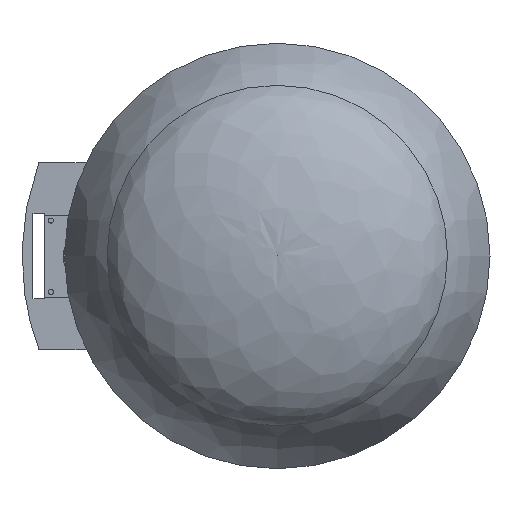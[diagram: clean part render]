
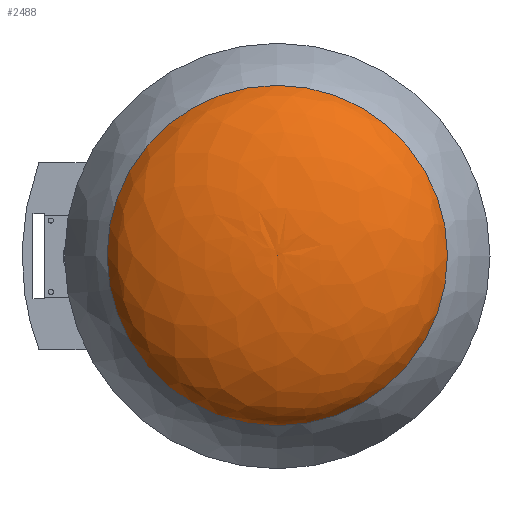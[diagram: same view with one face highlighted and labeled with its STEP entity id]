
A CAD part, top view. The second image highlights one B-rep face of the part: STEP entity #2488.
In plain terms, the highlighted free-form (B-spline) face has degree [3, 3] with [5, 19] control points.
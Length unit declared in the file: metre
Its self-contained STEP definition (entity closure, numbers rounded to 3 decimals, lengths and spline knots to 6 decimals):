
#22=VERTEX_LOOP('',#1580);
#26=B_SPLINE_SURFACE_WITH_KNOTS('',3,3,((#4809,#4810,#4811,#4812,#4813,
#4814,#4815,#4816,#4817,#4818,#4819,#4820,#4821,#4822,#4823,#4824,#4825,
#4826,#4827),(#4828,#4829,#4830,#4831,#4832,#4833,#4834,#4835,#4836,#4837,
#4838,#4839,#4840,#4841,#4842,#4843,#4844,#4845,#4846),(#4847,#4848,#4849,
#4850,#4851,#4852,#4853,#4854,#4855,#4856,#4857,#4858,#4859,#4860,#4861,
#4862,#4863,#4864,#4865),(#4866,#4867,#4868,#4869,#4870,#4871,#4872,#4873,
#4874,#4875,#4876,#4877,#4878,#4879,#4880,#4881,#4882,#4883,#4884),(#4885,
#4886,#4887,#4888,#4889,#4890,#4891,#4892,#4893,#4894,#4895,#4896,#4897,
#4898,#4899,#4900,#4901,#4902,#4903)),.UNSPECIFIED.,.F.,.T.,.F.,(4,1,4),
(1,1,1,1,1,1,1,1,1,1,1,1,1,1,1,1,1,1,1,1,1,1,1),(0.,0.39877,0.797541),
(-1.178097,-0.785398,-0.392699,0.,0.392699,
0.785398,1.178097,1.570796,1.963495,2.356194,
2.748894,3.141593,3.534292,3.926991,4.31969,
4.712389,5.105088,5.497787,5.890486,6.283185,
6.675884,7.068583,7.461283),.UNSPECIFIED.);
#638=ORIENTED_EDGE('',*,*,#1259,.F.);
#1259=EDGE_CURVE('',#1579,#1579,#1797,.T.);
#1579=VERTEX_POINT('',#4905);
#1580=VERTEX_POINT('',#4906);
#1797=CIRCLE('',#3525,0.01);
#1888=EDGE_LOOP('',(#638));
#2072=FACE_BOUND('',#1888,.T.);
#2073=FACE_BOUND('',#22,.T.);
#2488=ADVANCED_FACE('',(#2072,#2073),#26,.F.);
#3525=AXIS2_PLACEMENT_3D('',#4904,#3797,#3798);
#3797=DIRECTION('',(0.,0.,-1.));
#3798=DIRECTION('',(0.,1.,0.));
#4809=CARTESIAN_POINT('',(0.0015,0.,0.032));
#4810=CARTESIAN_POINT('',(0.0015,0.,0.032));
#4811=CARTESIAN_POINT('',(0.0015,0.,0.032));
#4812=CARTESIAN_POINT('',(0.0015,0.,0.032));
#4813=CARTESIAN_POINT('',(0.0015,0.,0.032));
#4814=CARTESIAN_POINT('',(0.0015,0.,0.032));
#4815=CARTESIAN_POINT('',(0.0015,0.,0.032));
#4816=CARTESIAN_POINT('',(0.0015,0.,0.032));
#4817=CARTESIAN_POINT('',(0.0015,0.,0.032));
#4818=CARTESIAN_POINT('',(0.0015,0.,0.032));
#4819=CARTESIAN_POINT('',(0.0015,0.,0.032));
#4820=CARTESIAN_POINT('',(0.0015,0.,0.032));
#4821=CARTESIAN_POINT('',(0.0015,0.,0.032));
#4822=CARTESIAN_POINT('',(0.0015,0.,0.032));
#4823=CARTESIAN_POINT('',(0.0015,0.,0.032));
#4824=CARTESIAN_POINT('',(0.0015,0.,0.032));
#4825=CARTESIAN_POINT('',(0.0015,0.,0.032));
#4826=CARTESIAN_POINT('',(0.0015,0.,0.032));
#4827=CARTESIAN_POINT('',(0.0015,0.,0.032));
#4828=CARTESIAN_POINT('',(0.00215,-0.00157,0.032116));
#4829=CARTESIAN_POINT('',(0.0015,-0.001699,0.032116));
#4830=CARTESIAN_POINT('',(0.00085,-0.00157,0.032116));
#4831=CARTESIAN_POINT('',(0.000299,-0.001201,0.032116));
#4832=CARTESIAN_POINT('',(-0.00007,-0.00065,0.032116));
#4833=CARTESIAN_POINT('',(-0.000199,0.,0.032116));
#4834=CARTESIAN_POINT('',(-0.00007,0.00065,0.032116));
#4835=CARTESIAN_POINT('',(0.000299,0.001201,0.032116));
#4836=CARTESIAN_POINT('',(0.00085,0.00157,0.032116));
#4837=CARTESIAN_POINT('',(0.0015,0.001699,0.032116));
#4838=CARTESIAN_POINT('',(0.00215,0.00157,0.032116));
#4839=CARTESIAN_POINT('',(0.002701,0.001201,0.032116));
#4840=CARTESIAN_POINT('',(0.00307,0.00065,0.032116));
#4841=CARTESIAN_POINT('',(0.003199,0.,0.032116));
#4842=CARTESIAN_POINT('',(0.00307,-0.00065,0.032116));
#4843=CARTESIAN_POINT('',(0.002701,-0.001201,0.032116));
#4844=CARTESIAN_POINT('',(0.00215,-0.00157,0.032116));
#4845=CARTESIAN_POINT('',(0.0015,-0.001699,0.032116));
#4846=CARTESIAN_POINT('',(0.00085,-0.00157,0.032116));
#4847=CARTESIAN_POINT('',(0.003916,-0.005832,0.031496));
#4848=CARTESIAN_POINT('',(0.0015,-0.006312,0.031496));
#4849=CARTESIAN_POINT('',(-0.000916,-0.005832,0.031496));
#4850=CARTESIAN_POINT('',(-0.002964,-0.004464,0.031496));
#4851=CARTESIAN_POINT('',(-0.004332,-0.002416,0.031496));
#4852=CARTESIAN_POINT('',(-0.004812,0.,0.031496));
#4853=CARTESIAN_POINT('',(-0.004332,0.002416,0.031496));
#4854=CARTESIAN_POINT('',(-0.002964,0.004464,0.031496));
#4855=CARTESIAN_POINT('',(-0.000916,0.005832,0.031496));
#4856=CARTESIAN_POINT('',(0.0015,0.006312,0.031496));
#4857=CARTESIAN_POINT('',(0.003916,0.005832,0.031496));
#4858=CARTESIAN_POINT('',(0.005964,0.004464,0.031496));
#4859=CARTESIAN_POINT('',(0.007332,0.002416,0.031496));
#4860=CARTESIAN_POINT('',(0.007812,0.,0.031496));
#4861=CARTESIAN_POINT('',(0.007332,-0.002416,0.031496));
#4862=CARTESIAN_POINT('',(0.005964,-0.004464,0.031496));
#4863=CARTESIAN_POINT('',(0.003916,-0.005832,0.031496));
#4864=CARTESIAN_POINT('',(0.0015,-0.006312,0.031496));
#4865=CARTESIAN_POINT('',(-0.000916,-0.005832,0.031496));
#4866=CARTESIAN_POINT('',(0.005229,-0.009002,0.029508));
#4867=CARTESIAN_POINT('',(0.0015,-0.009744,0.029508));
#4868=CARTESIAN_POINT('',(-0.002229,-0.009002,0.029508));
#4869=CARTESIAN_POINT('',(-0.00539,-0.00689,0.029508));
#4870=CARTESIAN_POINT('',(-0.007502,-0.003729,0.029508));
#4871=CARTESIAN_POINT('',(-0.008244,0.,0.029508));
#4872=CARTESIAN_POINT('',(-0.007502,0.003729,0.029508));
#4873=CARTESIAN_POINT('',(-0.00539,0.00689,0.029508));
#4874=CARTESIAN_POINT('',(-0.002229,0.009002,0.029508));
#4875=CARTESIAN_POINT('',(0.0015,0.009744,0.029508));
#4876=CARTESIAN_POINT('',(0.005229,0.009002,0.029508));
#4877=CARTESIAN_POINT('',(0.00839,0.00689,0.029508));
#4878=CARTESIAN_POINT('',(0.010502,0.003729,0.029508));
#4879=CARTESIAN_POINT('',(0.011244,0.,0.029508));
#4880=CARTESIAN_POINT('',(0.010502,-0.003729,0.029508));
#4881=CARTESIAN_POINT('',(0.00839,-0.00689,0.029508));
#4882=CARTESIAN_POINT('',(0.005229,-0.009002,0.029508));
#4883=CARTESIAN_POINT('',(0.0015,-0.009744,0.029508));
#4884=CARTESIAN_POINT('',(-0.002229,-0.009002,0.029508));
#4885=CARTESIAN_POINT('',(0.005426,-0.009479,0.02825));
#4886=CARTESIAN_POINT('',(0.0015,-0.01026,0.02825));
#4887=CARTESIAN_POINT('',(-0.002426,-0.009479,0.02825));
#4888=CARTESIAN_POINT('',(-0.005755,-0.007255,0.02825));
#4889=CARTESIAN_POINT('',(-0.007979,-0.003926,0.02825));
#4890=CARTESIAN_POINT('',(-0.00876,0.,0.02825));
#4891=CARTESIAN_POINT('',(-0.007979,0.003926,0.02825));
#4892=CARTESIAN_POINT('',(-0.005755,0.007255,0.02825));
#4893=CARTESIAN_POINT('',(-0.002426,0.009479,0.02825));
#4894=CARTESIAN_POINT('',(0.0015,0.01026,0.02825));
#4895=CARTESIAN_POINT('',(0.005426,0.009479,0.02825));
#4896=CARTESIAN_POINT('',(0.008755,0.007255,0.02825));
#4897=CARTESIAN_POINT('',(0.010979,0.003926,0.02825));
#4898=CARTESIAN_POINT('',(0.01176,0.,0.02825));
#4899=CARTESIAN_POINT('',(0.010979,-0.003926,0.02825));
#4900=CARTESIAN_POINT('',(0.008755,-0.007255,0.02825));
#4901=CARTESIAN_POINT('',(0.005426,-0.009479,0.02825));
#4902=CARTESIAN_POINT('',(0.0015,-0.01026,0.02825));
#4903=CARTESIAN_POINT('',(-0.002426,-0.009479,0.02825));
#4904=CARTESIAN_POINT('',(0.0015,0.,0.02825));
#4905=CARTESIAN_POINT('',(0.0015,0.01,0.02825));
#4906=CARTESIAN_POINT('',(0.0015,0.,0.032));
